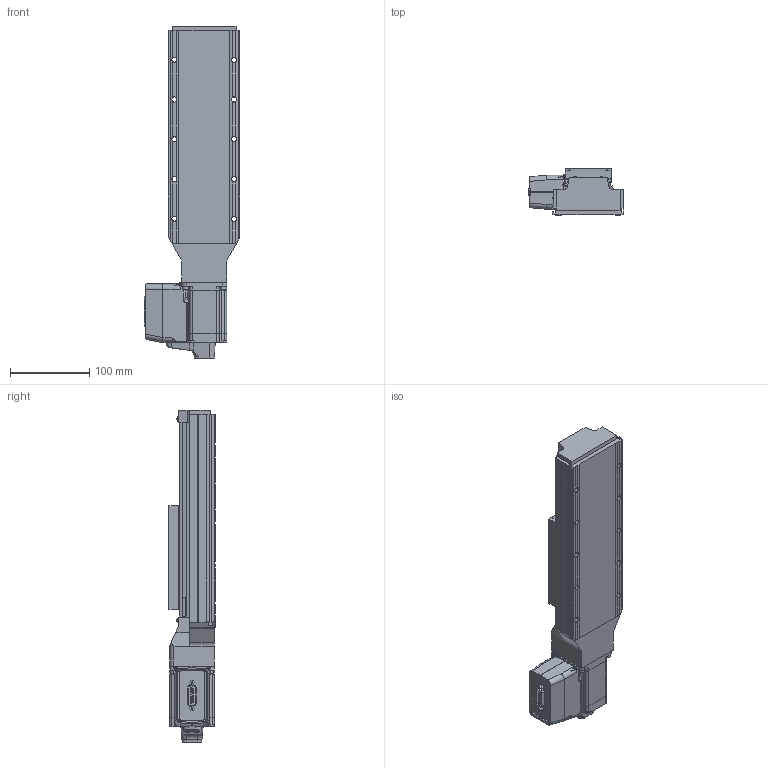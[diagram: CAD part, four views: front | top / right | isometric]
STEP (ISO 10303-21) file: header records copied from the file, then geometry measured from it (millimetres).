
FILE_DESCRIPTION (( 'STEP AP203' ), '1' );
FILE_NAME ('LRT0100xL-E08CT3A.step', '2023-05-25T20:44:23', ( '' ), ( '' ), 'SwSTEP 2.0', 'SolidWorks 2019', '' );
FILE_SCHEMA (( 'CONFIG_CONTROL_DESIGN' ));
Length unit declared in the file: millimetre
Products named in the file (4): LRT_carriage^LRT_LRT; LRT_motor^LRT_LRT-E08T3A; LRT_base^LRT_LRT0100; LRT0100xL-E08CT3A
Assembly tree (3 placements, depth 2):
  LRT0100xL-E08CT3A
    LRT_base^LRT_LRT0100
    LRT_motor^LRT_LRT-E08T3A
    LRT_carriage^LRT_LRT
Bounding box: 120.76 x 58 x 417.8 mm (x, y, z)
Volume: 1551731.7 mm3; surface area: 233355.5 mm2
Topology: 30 solids, 30 shells, 784 faces, 2011 edges, 1330 vertices
Faces by surface type: plane 460, cylinder 282, bspline 20, cone 10, torus 8, sphere 4
Entity records: 25360 total; most frequent: CARTESIAN_POINT 5682, DIRECTION 4005, ORIENTED_EDGE 3990, EDGE_CURVE 1995, AXIS2_PLACEMENT_3D 1354, VERTEX_POINT 1322, VECTOR 1297, LINE 1297
